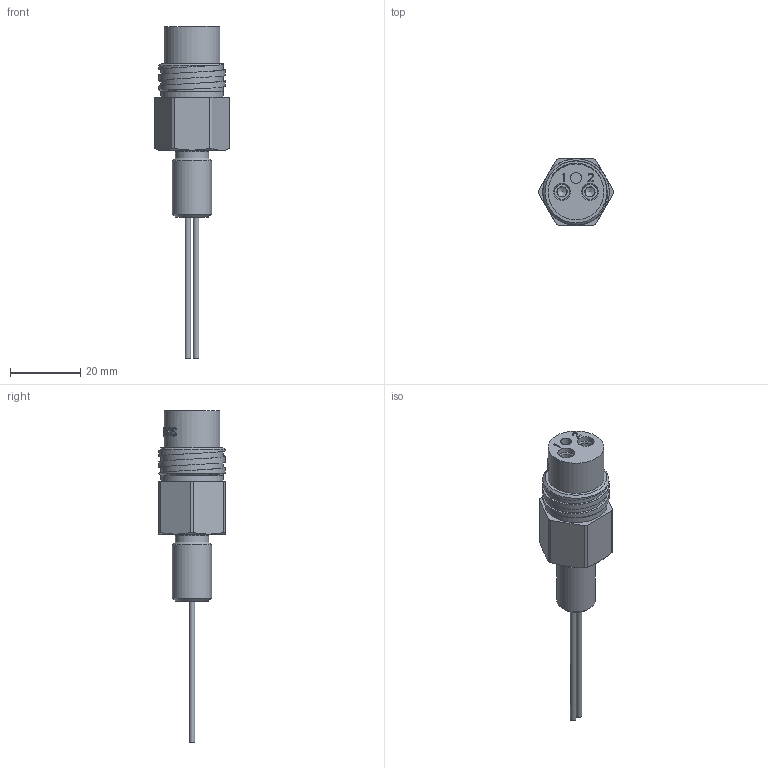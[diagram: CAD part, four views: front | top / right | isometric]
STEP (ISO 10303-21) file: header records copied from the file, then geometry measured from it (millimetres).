
FILE_DESCRIPTION(/* description */ (''),/* implementation_level */ '2;1');
FILE_NAME(/* name */ 'MCBH2FNM.stp',/* time_stamp */ '2018-06-22T08:45:33+02:00',/* author */ ('sh'),/* organization */ (''),/* preprocessor_version */ 'ST-DEVELOPER v16.5',/* originating_system */ 'Autodesk Inventor 2017',/* authorisation */ '');
FILE_SCHEMA (('AUTOMOTIVE_DESIGN { 1 0 10303 214 3 1 1 }'));
Length unit declared in the file: millimetre
Products named in the file (1): 01705165
Bounding box: 21.33 x 18.86 x 94.31 mm (x, y, z)
Volume: 10097.8 mm3; surface area: 5771 mm2
Topology: 1 solids, 6 shells, 284 faces, 759 edges, 520 vertices
Faces by surface type: plane 102, bspline 65, cylinder 61, torus 29, cone 27
Full cylindrical faces by diameter (mm): 1.575 x2, 2.134 x8, 2.819 x2, 2.896 x2, 3.175 x1, 3.912 x2, 3.962 x2, 4.013 x2, 4.75 x2, 4.775 x8, 5.537 x1, 7.264 x1, 9.398 x1, 11.12 x1, 12.662 x1, 15.875 x1, 17.107 x1, 17.666 x1
Entity records: 15651 total; most frequent: CARTESIAN_POINT 9309, ORIENTED_EDGE 1250, DIRECTION 1132, EDGE_CURVE 625, VERTEX_POINT 443, AXIS2_PLACEMENT_3D 436, EDGE_LOOP 392, FACE_OUTER_BOUND 283
